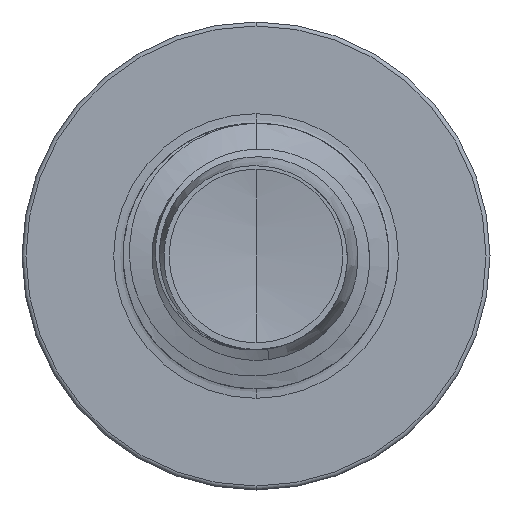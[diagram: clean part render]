
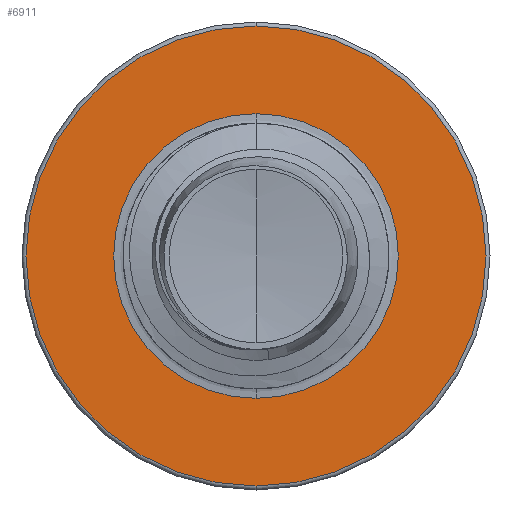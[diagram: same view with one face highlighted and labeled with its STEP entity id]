
A CAD part, front view. The second image highlights one B-rep face of the part: STEP entity #6911.
In plain terms, the highlighted planar face has unit normal (0, -1, 0).
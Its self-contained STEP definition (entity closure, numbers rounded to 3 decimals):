
#245 = CARTESIAN_POINT ( 'NONE',  ( 0., 12.5, 2.677 ) ) ;
#972 = CARTESIAN_POINT ( 'NONE',  ( 0., 12.5, 0. ) ) ;
#2581 = CIRCLE ( 'NONE', #13252, 2.677 ) ;
#3043 = DIRECTION ( 'NONE',  ( 0., 0., 1. ) ) ;
#3484 = VERTEX_POINT ( 'NONE', #17179 ) ;
#4380 = ORIENTED_EDGE ( 'NONE', *, *, #8625, .F. ) ;
#4678 = CARTESIAN_POINT ( 'NONE',  ( 0., 12.5, 0. ) ) ;
#4723 = VERTEX_POINT ( 'NONE', #5978 ) ;
#5510 = CARTESIAN_POINT ( 'NONE',  ( 0., 12.5, -2.677 ) ) ;
#5552 = EDGE_CURVE ( 'NONE', #7776, #7435, #6667, .T. ) ;
#5978 = CARTESIAN_POINT ( 'NONE',  ( 0., 12.5, -4.325 ) ) ;
#6667 = CIRCLE ( 'NONE', #9895, 2.677 ) ;
#6772 = DIRECTION ( 'NONE',  ( 0., 0., 1. ) ) ;
#6911 = ADVANCED_FACE ( 'NONE', ( #11573, #16636 ), #18991, .F. ) ;
#7435 = VERTEX_POINT ( 'NONE', #19358 ) ;
#7776 = VERTEX_POINT ( 'NONE', #245 ) ;
#8110 = CARTESIAN_POINT ( 'NONE',  ( 0., 12.5, 0. ) ) ;
#8625 = EDGE_CURVE ( 'NONE', #4723, #3484, #11263, .T. ) ;
#9895 = AXIS2_PLACEMENT_3D ( 'NONE', #972, #14995, #3043 ) ;
#10072 = DIRECTION ( 'NONE',  ( 0., 0., 1. ) ) ;
#10097 = DIRECTION ( 'NONE',  ( 0., 1., 0. ) ) ;
#10539 = EDGE_CURVE ( 'NONE', #3484, #4723, #13636, .T. ) ;
#11033 = AXIS2_PLACEMENT_3D ( 'NONE', #8110, #21392, #10072 ) ;
#11175 = EDGE_LOOP ( 'NONE', ( #16085, #14679 ) ) ;
#11263 = CIRCLE ( 'NONE', #11033, 4.325 ) ;
#11482 = DIRECTION ( 'NONE',  ( 0., 0., 1. ) ) ;
#11573 = FACE_OUTER_BOUND ( 'NONE', #14508, .T. ) ;
#13252 = AXIS2_PLACEMENT_3D ( 'NONE', #21416, #10097, #23285 ) ;
#13636 = CIRCLE ( 'NONE', #13947, 4.325 ) ;
#13947 = AXIS2_PLACEMENT_3D ( 'NONE', #4678, #18280, #6772 ) ;
#14508 = EDGE_LOOP ( 'NONE', ( #18099, #4380 ) ) ;
#14679 = ORIENTED_EDGE ( 'NONE', *, *, #20730, .T. ) ;
#14995 = DIRECTION ( 'NONE',  ( 0., 1., 0. ) ) ;
#16085 = ORIENTED_EDGE ( 'NONE', *, *, #5552, .T. ) ;
#16636 = FACE_BOUND ( 'NONE', #11175, .T. ) ;
#17179 = CARTESIAN_POINT ( 'NONE',  ( 0., 12.5, 4.325 ) ) ;
#18099 = ORIENTED_EDGE ( 'NONE', *, *, #10539, .F. ) ;
#18280 = DIRECTION ( 'NONE',  ( 0., 1., 0. ) ) ;
#18991 = PLANE ( 'NONE',  #20847 ) ;
#19358 = CARTESIAN_POINT ( 'NONE',  ( 0., 12.5, -2.677 ) ) ;
#20730 = EDGE_CURVE ( 'NONE', #7435, #7776, #2581, .T. ) ;
#20847 = AXIS2_PLACEMENT_3D ( 'NONE', #5510, #22757, #11482 ) ;
#21392 = DIRECTION ( 'NONE',  ( 0., 1., 0. ) ) ;
#21416 = CARTESIAN_POINT ( 'NONE',  ( 0., 12.5, 0. ) ) ;
#22757 = DIRECTION ( 'NONE',  ( 0., 1., 0. ) ) ;
#23285 = DIRECTION ( 'NONE',  ( 0., 0., 1. ) ) ;
